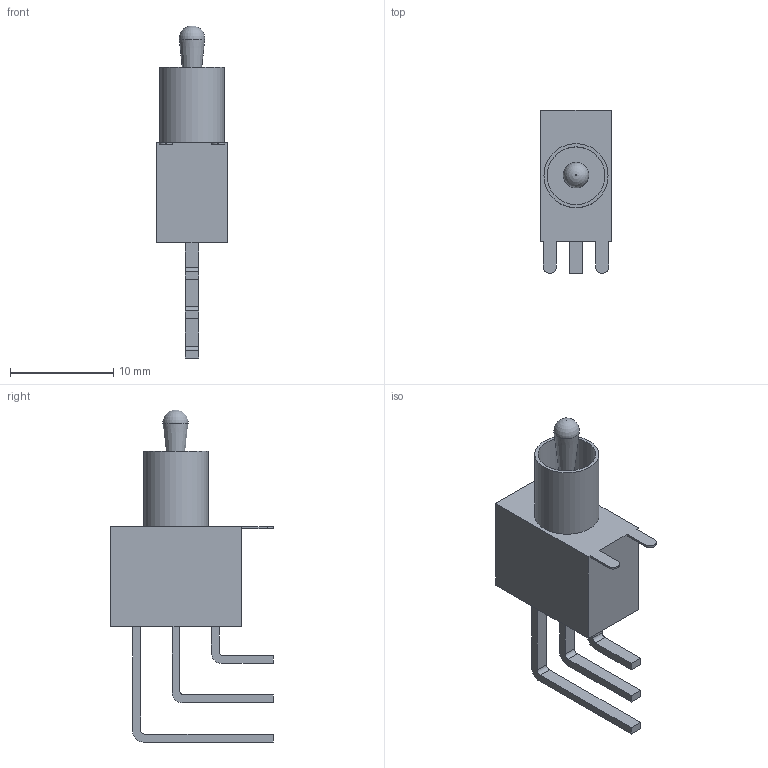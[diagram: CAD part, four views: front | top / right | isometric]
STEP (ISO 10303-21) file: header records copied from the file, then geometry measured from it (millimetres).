
FILE_DESCRIPTION(/* description */ ('Alibre Inc.'),/* implementation_level */ '2;1');
FILE_NAME(/* name */ 'export0',/* time_stamp */ '2012-09-09T14:31:27+03:00',/* author */ (''),/* organization */ (''),/* preprocessor_version */ 'ST-DEVELOPER v14',/* originating_system */ 'Alibre',/* authorisation */ '');
FILE_SCHEMA (('AUTOMOTIVE_DESIGN'));
Length unit declared in the file: centimetre
Bounding box: 6.86 x 15.8 x 32.2 mm (x, y, z)
Volume: 956.3 mm3; surface area: 1090.9 mm2
Topology: 5 solids, 5 shells, 56 faces, 131 edges, 87 vertices
Faces by surface type: plane 42, cylinder 12, torus 1, cone 1
Full cylindrical faces by diameter (mm): 5.6 x1, 6.22 x1
Entity records: 1596 total; most frequent: CARTESIAN_POINT 267, ORIENTED_EDGE 254, DIRECTION 220, EDGE_CURVE 127, VECTOR 99, LINE 99, VERTEX_POINT 87, AXIS2_PLACEMENT_3D 81
